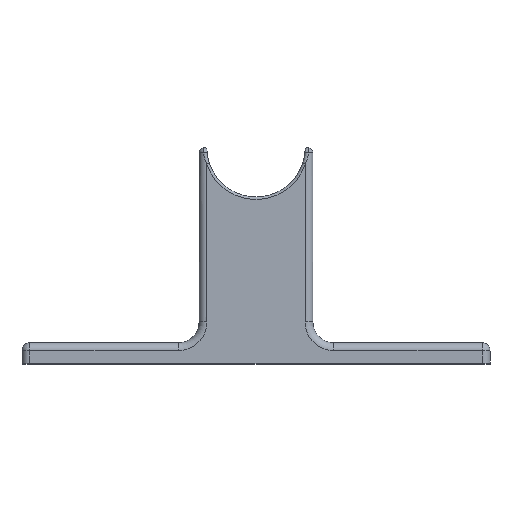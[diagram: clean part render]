
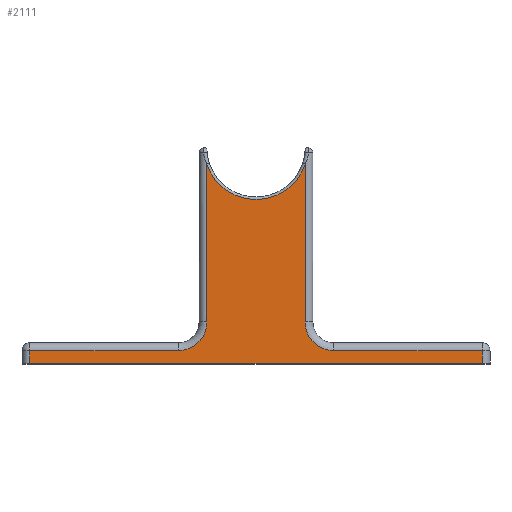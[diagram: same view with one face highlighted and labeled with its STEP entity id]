
A CAD part, top view. The second image highlights one B-rep face of the part: STEP entity #2111.
In plain terms, the highlighted planar face has unit normal (0, 0, 1).
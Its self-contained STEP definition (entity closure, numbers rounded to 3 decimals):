
#10 = DIRECTION ( 'NONE',  ( -1., 0., 0. ) ) ;
#30 = AXIS2_PLACEMENT_3D ( 'NONE', #3675, #4542, #3270 ) ;
#88 = CARTESIAN_POINT ( 'NONE',  ( -80.532, -300.83, 2.214 ) ) ;
#120 = AXIS2_PLACEMENT_3D ( 'NONE', #1284, #2599, #3052 ) ;
#148 = VERTEX_POINT ( 'NONE', #5179 ) ;
#352 = EDGE_CURVE ( 'NONE', #2587, #1403, #2095, .T. ) ;
#391 = AXIS2_PLACEMENT_3D ( 'NONE', #5476, #3779, #10 ) ;
#414 = PLANE ( 'NONE',  #120 ) ;
#458 = CARTESIAN_POINT ( 'NONE',  ( -186.432, -289.83, 2.214 ) ) ;
#490 = CIRCLE ( 'NONE', #3693, 19.9 ) ;
#514 = LINE ( 'NONE', #4383, #665 ) ;
#655 = VECTOR ( 'NONE', #1634, 1000. ) ;
#665 = VECTOR ( 'NONE', #2222, 1000. ) ;
#685 = DIRECTION ( 'NONE',  ( -1., 0., 0. ) ) ;
#694 = ORIENTED_EDGE ( 'NONE', *, *, #1050, .T. ) ;
#756 = VECTOR ( 'NONE', #1584, 1000. ) ;
#858 = VECTOR ( 'NONE', #4985, 1000. ) ;
#908 = CARTESIAN_POINT ( 'NONE',  ( -254.532, -300.83, 2.214 ) ) ;
#1008 = CARTESIAN_POINT ( 'NONE',  ( -137.632, -300.83, 2.214 ) ) ;
#1022 = LINE ( 'NONE', #2679, #4670 ) ;
#1050 = EDGE_CURVE ( 'NONE', #3686, #2587, #4841, .T. ) ;
#1201 = EDGE_CURVE ( 'NONE', #2793, #4952, #1022, .T. ) ;
#1248 = ORIENTED_EDGE ( 'NONE', *, *, #1201, .T. ) ;
#1284 = CARTESIAN_POINT ( 'NONE',  ( -77.532, -305.83, 2.214 ) ) ;
#1371 = ORIENTED_EDGE ( 'NONE', *, *, #4025, .F. ) ;
#1378 = CIRCLE ( 'NONE', #391, 11. ) ;
#1403 = VERTEX_POINT ( 'NONE', #908 ) ;
#1412 = CARTESIAN_POINT ( 'NONE',  ( -80.532, -305.83, 2.214 ) ) ;
#1464 = EDGE_CURVE ( 'NONE', #4952, #148, #1378, .T. ) ;
#1564 = EDGE_CURVE ( 'NONE', #5518, #2793, #4366, .T. ) ;
#1584 = DIRECTION ( 'NONE',  ( 0., -1., 0. ) ) ;
#1634 = DIRECTION ( 'NONE',  ( -1., 0., 0. ) ) ;
#1636 = LINE ( 'NONE', #2130, #756 ) ;
#1638 = LINE ( 'NONE', #2065, #858 ) ;
#1824 = VECTOR ( 'NONE', #4448, 1000. ) ;
#1881 = CARTESIAN_POINT ( 'NONE',  ( -80.532, -305.83, 2.214 ) ) ;
#1945 = ORIENTED_EDGE ( 'NONE', *, *, #3945, .T. ) ;
#2065 = CARTESIAN_POINT ( 'NONE',  ( -254.532, -305.83, 2.214 ) ) ;
#2095 = LINE ( 'NONE', #4574, #655 ) ;
#2111 = ADVANCED_FACE ( 'NONE', ( #4322 ), #414, .F. ) ;
#2130 = CARTESIAN_POINT ( 'NONE',  ( -186.432, -289.83, 2.214 ) ) ;
#2180 = VECTOR ( 'NONE', #3549, 1000. ) ;
#2222 = DIRECTION ( 'NONE',  ( -1., 0., 0. ) ) ;
#2329 = CARTESIAN_POINT ( 'NONE',  ( -186.432, -229.059, 2.214 ) ) ;
#2509 = CARTESIAN_POINT ( 'NONE',  ( -197.432, -300.83, 2.214 ) ) ;
#2587 = VERTEX_POINT ( 'NONE', #2509 ) ;
#2599 = DIRECTION ( 'NONE',  ( 0., 0., -1. ) ) ;
#2679 = CARTESIAN_POINT ( 'NONE',  ( -137.632, -300.83, 2.214 ) ) ;
#2733 = EDGE_CURVE ( 'NONE', #148, #4804, #3285, .T. ) ;
#2793 = VERTEX_POINT ( 'NONE', #88 ) ;
#3052 = DIRECTION ( 'NONE',  ( -1., 0., 0. ) ) ;
#3130 = DIRECTION ( 'NONE',  ( -1., 0., 0. ) ) ;
#3212 = ORIENTED_EDGE ( 'NONE', *, *, #352, .T. ) ;
#3270 = DIRECTION ( 'NONE',  ( -1., 0., 0. ) ) ;
#3285 = LINE ( 'NONE', #4973, #1824 ) ;
#3392 = ORIENTED_EDGE ( 'NONE', *, *, #5102, .T. ) ;
#3549 = DIRECTION ( 'NONE',  ( 0., 1., 0. ) ) ;
#3675 = CARTESIAN_POINT ( 'NONE',  ( -197.432, -289.83, 2.214 ) ) ;
#3686 = VERTEX_POINT ( 'NONE', #458 ) ;
#3693 = AXIS2_PLACEMENT_3D ( 'NONE', #5305, #4499, #685 ) ;
#3732 = ORIENTED_EDGE ( 'NONE', *, *, #4431, .T. ) ;
#3745 = ORIENTED_EDGE ( 'NONE', *, *, #2733, .T. ) ;
#3779 = DIRECTION ( 'NONE',  ( 0., 0., -1. ) ) ;
#3945 = EDGE_CURVE ( 'NONE', #4804, #4195, #490, .T. ) ;
#3974 = CARTESIAN_POINT ( 'NONE',  ( -254.532, -305.83, 2.214 ) ) ;
#4010 = VERTEX_POINT ( 'NONE', #3974 ) ;
#4025 = EDGE_CURVE ( 'NONE', #5518, #4010, #514, .T. ) ;
#4195 = VERTEX_POINT ( 'NONE', #2329 ) ;
#4322 = FACE_OUTER_BOUND ( 'NONE', #5011, .T. ) ;
#4366 = LINE ( 'NONE', #1412, #2180 ) ;
#4383 = CARTESIAN_POINT ( 'NONE',  ( -77.532, -305.83, 2.214 ) ) ;
#4431 = EDGE_CURVE ( 'NONE', #4195, #3686, #1636, .T. ) ;
#4448 = DIRECTION ( 'NONE',  ( 0., 1., 0. ) ) ;
#4499 = DIRECTION ( 'NONE',  ( 0., 0., -1. ) ) ;
#4531 = ORIENTED_EDGE ( 'NONE', *, *, #1564, .T. ) ;
#4542 = DIRECTION ( 'NONE',  ( 0., 0., -1. ) ) ;
#4574 = CARTESIAN_POINT ( 'NONE',  ( -257.532, -300.83, 2.214 ) ) ;
#4670 = VECTOR ( 'NONE', #3130, 1000. ) ;
#4759 = CARTESIAN_POINT ( 'NONE',  ( -148.632, -229.059, 2.214 ) ) ;
#4804 = VERTEX_POINT ( 'NONE', #4759 ) ;
#4841 = CIRCLE ( 'NONE', #30, 11. ) ;
#4952 = VERTEX_POINT ( 'NONE', #1008 ) ;
#4973 = CARTESIAN_POINT ( 'NONE',  ( -148.632, -222.83, 2.214 ) ) ;
#4985 = DIRECTION ( 'NONE',  ( 0., -1., 0. ) ) ;
#5011 = EDGE_LOOP ( 'NONE', ( #3745, #1945, #3732, #694, #3212, #3392, #1371, #4531, #1248, #5270 ) ) ;
#5102 = EDGE_CURVE ( 'NONE', #1403, #4010, #1638, .T. ) ;
#5179 = CARTESIAN_POINT ( 'NONE',  ( -148.632, -289.83, 2.214 ) ) ;
#5270 = ORIENTED_EDGE ( 'NONE', *, *, #1464, .T. ) ;
#5305 = CARTESIAN_POINT ( 'NONE',  ( -167.532, -222.83, 2.214 ) ) ;
#5476 = CARTESIAN_POINT ( 'NONE',  ( -137.632, -289.83, 2.214 ) ) ;
#5518 = VERTEX_POINT ( 'NONE', #1881 ) ;
